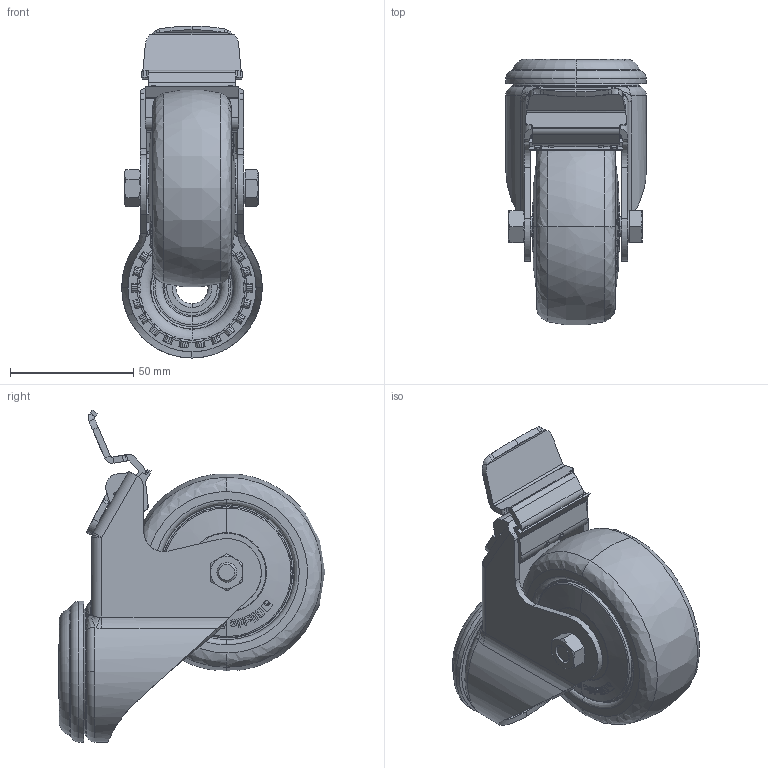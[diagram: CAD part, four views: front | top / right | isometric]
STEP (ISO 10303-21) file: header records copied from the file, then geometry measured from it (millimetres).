
FILE_DESCRIPTION (( 'STEP AP214' ), '1' );
FILE_NAME ('Accessories for aluminium profiles098S080TDNESD.step', '2016-10-19T12:24:07', ( '' ), ( '' ), 'SwSTEP 2.0', 'SolidWorks 2016', '' );
FILE_SCHEMA (( 'AUTOMOTIVE_DESIGN' ));
Length unit declared in the file: millimetre
Products named in the file (5): TPA_80_8K-ELS-FK_613687-214_selction no pls; 4DIN931M08048MS01; 4DIN934M08M; 098SR.u.Tab_098S080D; Accessories for aluminium profiles098S080TDNESD
Assembly tree (4 placements, depth 2):
  Accessories for aluminium profiles098S080TDNESD
    098SR.u.Tab_098S080D
    4DIN934M08M
    4DIN931M08048MS01
    TPA_80_8K-ELS-FK_613687-214_selction no pls
Bounding box: 57 x 107.83 x 134.57 mm (x, y, z)
Volume: 231347.9 mm3; surface area: 58614.3 mm2
Topology: 6 solids, 7 shells, 1902 faces, 5088 edges, 3278 vertices
Faces by surface type: plane 858, bspline 444, cylinder 358, cone 130, torus 106, sphere 6
Entity records: 109264 total; most frequent: CARTESIAN_POINT 47218, ORIENTED_EDGE 10152, DIRECTION 6239, EDGE_CURVE 5076, VERTEX_POINT 3274, VECTOR 2309, LINE 2309, B_SPLINE_CURVE_WITH_KNOTS 2185
